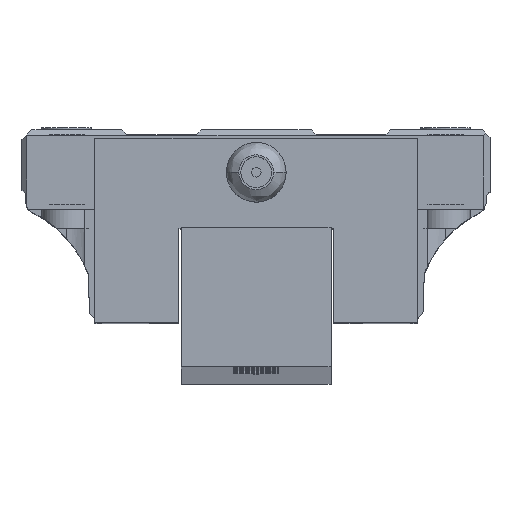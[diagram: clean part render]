
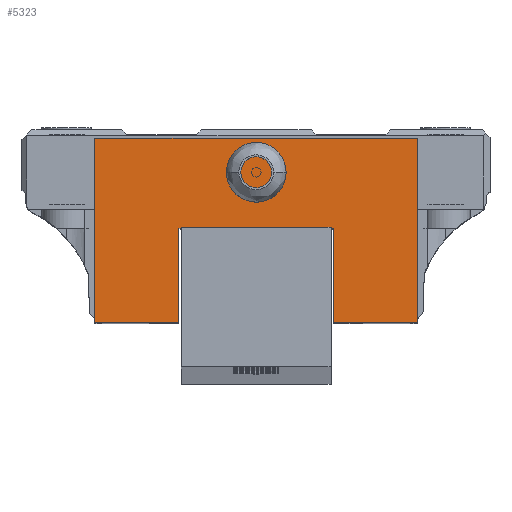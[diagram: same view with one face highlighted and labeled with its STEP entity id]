
A CAD part, top view. The second image highlights one B-rep face of the part: STEP entity #5323.
In plain terms, the highlighted planar face has unit normal (0, 0, 1).
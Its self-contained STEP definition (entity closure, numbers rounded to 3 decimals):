
#3346=DIRECTION('',(0.,-1.,0.));
#3347=VECTOR('',#3346,18.5);
#3348=CARTESIAN_POINT('',(-16.2,11.8,28.));
#3349=LINE('',#3348,#3347);
#3350=DIRECTION('',(-1.,0.,0.));
#3351=VECTOR('',#3350,32.4);
#3352=CARTESIAN_POINT('',(16.2,11.8,28.));
#3353=LINE('',#3352,#3351);
#3354=DIRECTION('',(0.,1.,0.));
#3355=VECTOR('',#3354,18.5);
#3356=CARTESIAN_POINT('',(16.2,-6.7,28.));
#3357=LINE('',#3356,#3355);
#3358=DIRECTION('',(1.,0.,0.));
#3359=VECTOR('',#3358,8.45);
#3360=CARTESIAN_POINT('',(7.75,-6.7,28.));
#3361=LINE('',#3360,#3359);
#3362=DIRECTION('',(0.,-1.,0.));
#3363=VECTOR('',#3362,9.5);
#3364=CARTESIAN_POINT('',(7.75,2.8,28.));
#3365=LINE('',#3364,#3363);
#3366=DIRECTION('',(1.,0.,0.));
#3367=VECTOR('',#3366,15.5);
#3368=CARTESIAN_POINT('',(-7.75,2.8,28.));
#3369=LINE('',#3368,#3367);
#3370=DIRECTION('',(0.,1.,0.));
#3371=VECTOR('',#3370,9.5);
#3372=CARTESIAN_POINT('',(-7.75,-6.7,28.));
#3373=LINE('',#3372,#3371);
#3374=DIRECTION('',(1.,0.,0.));
#3375=VECTOR('',#3374,8.45);
#3376=CARTESIAN_POINT('',(-16.2,-6.7,28.));
#3377=LINE('',#3376,#3375);
#4476=CARTESIAN_POINT('',(-16.2,11.8,28.));
#4477=CARTESIAN_POINT('',(-16.2,-6.7,28.));
#4478=VERTEX_POINT('',#4476);
#4479=VERTEX_POINT('',#4477);
#4480=CARTESIAN_POINT('',(7.75,-6.7,28.));
#4481=CARTESIAN_POINT('',(16.2,-6.7,28.));
#4482=VERTEX_POINT('',#4480);
#4483=VERTEX_POINT('',#4481);
#4484=CARTESIAN_POINT('',(16.2,11.8,28.));
#4485=VERTEX_POINT('',#4484);
#4512=CARTESIAN_POINT('',(-7.75,-6.7,28.));
#4513=VERTEX_POINT('',#4512);
#4514=CARTESIAN_POINT('',(-7.75,2.8,28.));
#4515=VERTEX_POINT('',#4514);
#4516=CARTESIAN_POINT('',(7.75,2.8,28.));
#4517=VERTEX_POINT('',#4516);
#5307=CARTESIAN_POINT('',(0.,0.,28.));
#5308=DIRECTION('',(0.,0.,1.));
#5309=DIRECTION('',(1.,0.,0.));
#5310=AXIS2_PLACEMENT_3D('',#5307,#5308,#5309);
#5311=PLANE('',#5310);
#5312=ORIENTED_EDGE('',*,*,#5031,.F.);
#5313=ORIENTED_EDGE('',*,*,#5047,.F.);
#5314=ORIENTED_EDGE('',*,*,#5062,.F.);
#5315=ORIENTED_EDGE('',*,*,#4852,.F.);
#5316=ORIENTED_EDGE('',*,*,#5201,.F.);
#5318=ORIENTED_EDGE('',*,*,#5317,.F.);
#5319=ORIENTED_EDGE('',*,*,#5273,.F.);
#5320=ORIENTED_EDGE('',*,*,#4728,.F.);
#5321=EDGE_LOOP('',(#5312,#5313,#5314,#5315,#5316,#5318,#5319,#5320));
#5322=FACE_OUTER_BOUND('',#5321,.F.);
#5323=ADVANCED_FACE('',(#5322),#5311,.T.);
#4728=EDGE_CURVE('',#4479,#4513,#3377,.T.);
#4852=EDGE_CURVE('',#4482,#4483,#3361,.T.);
#5031=EDGE_CURVE('',#4478,#4479,#3349,.T.);
#5047=EDGE_CURVE('',#4485,#4478,#3353,.T.);
#5062=EDGE_CURVE('',#4483,#4485,#3357,.T.);
#5201=EDGE_CURVE('',#4517,#4482,#3365,.T.);
#5273=EDGE_CURVE('',#4513,#4515,#3373,.T.);
#5317=EDGE_CURVE('',#4515,#4517,#3369,.T.);
